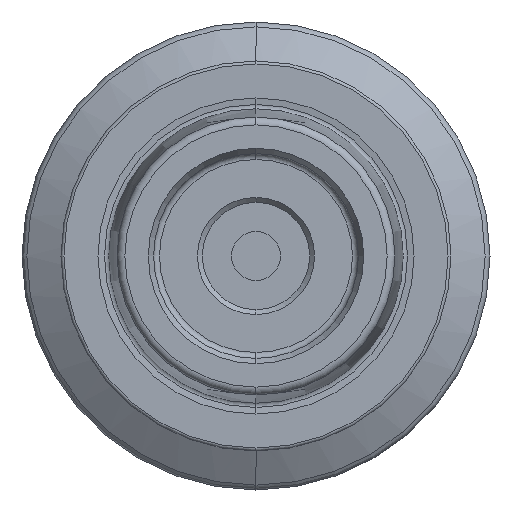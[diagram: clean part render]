
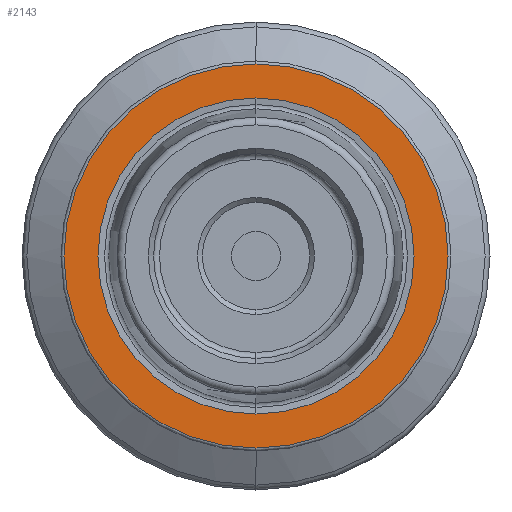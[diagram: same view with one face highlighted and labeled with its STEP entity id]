
A CAD part, left-side view. The second image highlights one B-rep face of the part: STEP entity #2143.
In plain terms, the highlighted planar face has unit normal (-1, 0, 0).
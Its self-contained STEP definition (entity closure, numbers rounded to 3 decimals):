
#265 = VERTEX_POINT ( 'NONE', #4888 ) ;
#270 = DIRECTION ( 'NONE',  ( -1., 0., 0. ) ) ;
#481 = DIRECTION ( 'NONE',  ( -1., 0., 0. ) ) ;
#547 = PLANE ( 'NONE',  #3460 ) ;
#786 = CARTESIAN_POINT ( 'NONE',  ( 0., 0., 19.7 ) ) ;
#953 = DIRECTION ( 'NONE',  ( 0., 0., -1. ) ) ;
#1105 = DIRECTION ( 'NONE',  ( 0., 0., 1. ) ) ;
#1111 = CIRCLE ( 'NONE', #5060, 19.7 ) ;
#1113 = EDGE_LOOP ( 'NONE', ( #2344, #2744 ) ) ;
#1132 = VERTEX_POINT ( 'NONE', #4008 ) ;
#1424 = ORIENTED_EDGE ( 'NONE', *, *, #4245, .T. ) ;
#1453 = DIRECTION ( 'NONE',  ( -1., 0., 0. ) ) ;
#1463 = CIRCLE ( 'NONE', #5085, 16.207 ) ;
#1468 = FACE_BOUND ( 'NONE', #1113, .T. ) ;
#1505 = DIRECTION ( 'NONE',  ( 0., 0., 1. ) ) ;
#1575 = DIRECTION ( 'NONE',  ( 0., 0., 1. ) ) ;
#1666 = EDGE_CURVE ( 'NONE', #265, #3262, #2695, .T. ) ;
#2009 = EDGE_CURVE ( 'NONE', #5544, #1132, #1111, .T. ) ;
#2143 = ADVANCED_FACE ( 'NONE', ( #1468, #5389 ), #547, .F. ) ;
#2344 = ORIENTED_EDGE ( 'NONE', *, *, #1666, .F. ) ;
#2695 = CIRCLE ( 'NONE', #3183, 16.207 ) ;
#2728 = EDGE_LOOP ( 'NONE', ( #4849, #1424 ) ) ;
#2744 = ORIENTED_EDGE ( 'NONE', *, *, #5640, .F. ) ;
#3183 = AXIS2_PLACEMENT_3D ( 'NONE', #4262, #481, #1505 ) ;
#3262 = VERTEX_POINT ( 'NONE', #4784 ) ;
#3460 = AXIS2_PLACEMENT_3D ( 'NONE', #4029, #5018, #953 ) ;
#3879 = CARTESIAN_POINT ( 'NONE',  ( 0., 0., 0. ) ) ;
#4008 = CARTESIAN_POINT ( 'NONE',  ( 0., 0., -19.7 ) ) ;
#4029 = CARTESIAN_POINT ( 'NONE',  ( 0., 19.7, 0. ) ) ;
#4245 = EDGE_CURVE ( 'NONE', #1132, #5544, #4523, .T. ) ;
#4261 = CARTESIAN_POINT ( 'NONE',  ( 0., 0., 0. ) ) ;
#4262 = CARTESIAN_POINT ( 'NONE',  ( 0., 0., 0. ) ) ;
#4523 = CIRCLE ( 'NONE', #5747, 19.7 ) ;
#4633 = DIRECTION ( 'NONE',  ( -1., 0., 0. ) ) ;
#4784 = CARTESIAN_POINT ( 'NONE',  ( 0., 0., -16.207 ) ) ;
#4849 = ORIENTED_EDGE ( 'NONE', *, *, #2009, .T. ) ;
#4888 = CARTESIAN_POINT ( 'NONE',  ( 0., 0., 16.207 ) ) ;
#5018 = DIRECTION ( 'NONE',  ( 1., 0., 0. ) ) ;
#5048 = DIRECTION ( 'NONE',  ( 0., 0., 1. ) ) ;
#5060 = AXIS2_PLACEMENT_3D ( 'NONE', #5487, #1453, #5048 ) ;
#5085 = AXIS2_PLACEMENT_3D ( 'NONE', #3879, #270, #1105 ) ;
#5389 = FACE_OUTER_BOUND ( 'NONE', #2728, .T. ) ;
#5487 = CARTESIAN_POINT ( 'NONE',  ( 0., 0., 0. ) ) ;
#5544 = VERTEX_POINT ( 'NONE', #786 ) ;
#5640 = EDGE_CURVE ( 'NONE', #3262, #265, #1463, .T. ) ;
#5747 = AXIS2_PLACEMENT_3D ( 'NONE', #4261, #4633, #1575 ) ;
